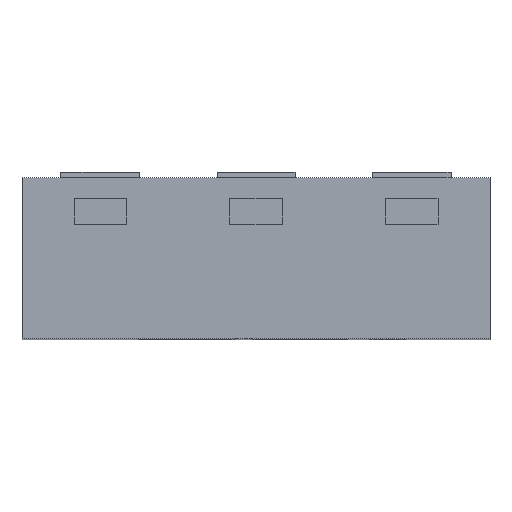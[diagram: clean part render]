
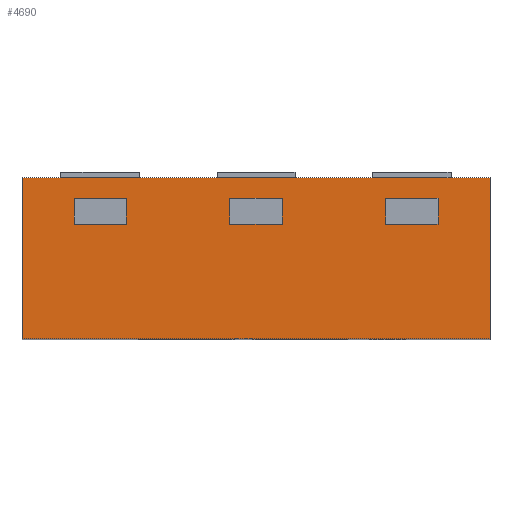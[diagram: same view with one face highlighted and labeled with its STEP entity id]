
A CAD part, top view. The second image highlights one B-rep face of the part: STEP entity #4690.
In plain terms, the highlighted face is planar.
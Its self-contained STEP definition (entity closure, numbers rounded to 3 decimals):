
#23 = LINE ( 'NONE', #3950, #1716 ) ;
#192 = VECTOR ( 'NONE', #3289, 1000. ) ;
#314 = VERTEX_POINT ( 'NONE', #3099 ) ;
#361 = CARTESIAN_POINT ( 'NONE',  ( 0., 0.27, -0.45 ) ) ;
#440 = CARTESIAN_POINT ( 'NONE',  ( 0., 0.27, -0.1 ) ) ;
#446 = CARTESIAN_POINT ( 'NONE',  ( 0., 0.27, -0.5 ) ) ;
#449 = EDGE_CURVE ( 'NONE', #5437, #604, #9986, .T. ) ;
#458 = CARTESIAN_POINT ( 'NONE',  ( 0., 0.31, 0. ) ) ;
#482 = LINE ( 'NONE', #10085, #5821 ) ;
#528 = CARTESIAN_POINT ( 'NONE',  ( 0., 0., -0.9 ) ) ;
#574 = CARTESIAN_POINT ( 'NONE',  ( 0., 0.22, -0.1 ) ) ;
#604 = VERTEX_POINT ( 'NONE', #446 ) ;
#660 = FACE_BOUND ( 'NONE', #7972, .T. ) ;
#705 = VECTOR ( 'NONE', #1192, 1000. ) ;
#826 = CARTESIAN_POINT ( 'NONE',  ( 0., 0.27, -0.2 ) ) ;
#1138 = VECTOR ( 'NONE', #3146, 1000. ) ;
#1192 = DIRECTION ( 'NONE',  ( 0., 0., 1. ) ) ;
#1226 = LINE ( 'NONE', #574, #7607 ) ;
#1241 = ORIENTED_EDGE ( 'NONE', *, *, #3380, .T. ) ;
#1423 = EDGE_CURVE ( 'NONE', #3065, #1445, #1226, .T. ) ;
#1445 = VERTEX_POINT ( 'NONE', #440 ) ;
#1716 = VECTOR ( 'NONE', #8781, 1000. ) ;
#1857 = CARTESIAN_POINT ( 'NONE',  ( 0., 0.31, -0.9 ) ) ;
#1933 = LINE ( 'NONE', #5036, #705 ) ;
#1936 = DIRECTION ( 'NONE',  ( 0., 0., -1. ) ) ;
#1939 = VERTEX_POINT ( 'NONE', #6138 ) ;
#1988 = LINE ( 'NONE', #2079, #2862 ) ;
#2079 = CARTESIAN_POINT ( 'NONE',  ( 0., 0.22, -0.45 ) ) ;
#2568 = VECTOR ( 'NONE', #3652, 1000. ) ;
#2745 = CARTESIAN_POINT ( 'NONE',  ( 0., 0.22, -0.5 ) ) ;
#2754 = EDGE_LOOP ( 'NONE', ( #3713, #5516, #10023, #9409 ) ) ;
#2862 = VECTOR ( 'NONE', #1936, 1000. ) ;
#2916 = EDGE_LOOP ( 'NONE', ( #3564, #4727, #8416, #6531 ) ) ;
#2932 = DIRECTION ( 'NONE',  ( 0., 0., -1. ) ) ;
#3065 = VERTEX_POINT ( 'NONE', #3741 ) ;
#3099 = CARTESIAN_POINT ( 'NONE',  ( 0., 0.22, -0.7 ) ) ;
#3118 = CARTESIAN_POINT ( 'NONE',  ( 0., 0.27, -0.45 ) ) ;
#3146 = DIRECTION ( 'NONE',  ( 0., 1., 0. ) ) ;
#3289 = DIRECTION ( 'NONE',  ( 0., 1., 0. ) ) ;
#3356 = CARTESIAN_POINT ( 'NONE',  ( 0., 0.27, -0.4 ) ) ;
#3372 = DIRECTION ( 'NONE',  ( 0., 0., -1. ) ) ;
#3380 = EDGE_CURVE ( 'NONE', #8737, #8656, #3421, .T. ) ;
#3421 = LINE ( 'NONE', #4317, #8702 ) ;
#3564 = ORIENTED_EDGE ( 'NONE', *, *, #8607, .F. ) ;
#3652 = DIRECTION ( 'NONE',  ( 0., 0., 1. ) ) ;
#3713 = ORIENTED_EDGE ( 'NONE', *, *, #6900, .T. ) ;
#3727 = LINE ( 'NONE', #10126, #9748 ) ;
#3741 = CARTESIAN_POINT ( 'NONE',  ( 0., 0.22, -0.1 ) ) ;
#3916 = VECTOR ( 'NONE', #9877, 1000. ) ;
#3950 = CARTESIAN_POINT ( 'NONE',  ( 0., 0.31, 0. ) ) ;
#3961 = VERTEX_POINT ( 'NONE', #8802 ) ;
#4033 = EDGE_CURVE ( 'NONE', #1445, #8656, #6828, .T. ) ;
#4067 = VECTOR ( 'NONE', #4270, 1000. ) ;
#4100 = CARTESIAN_POINT ( 'NONE',  ( 0., 0.22, -0.45 ) ) ;
#4236 = DIRECTION ( 'NONE',  ( 0., 0., -1. ) ) ;
#4270 = DIRECTION ( 'NONE',  ( 0., 1., 0. ) ) ;
#4317 = CARTESIAN_POINT ( 'NONE',  ( 0., 0.22, -0.2 ) ) ;
#4377 = CARTESIAN_POINT ( 'NONE',  ( 0., 0.22, -0.5 ) ) ;
#4583 = VERTEX_POINT ( 'NONE', #7970 ) ;
#4602 = LINE ( 'NONE', #3118, #10175 ) ;
#4658 = FACE_BOUND ( 'NONE', #9090, .T. ) ;
#4690 = ADVANCED_FACE ( 'NONE', ( #4658, #660, #6286, #9469 ), #10325, .F. ) ;
#4689 = VECTOR ( 'NONE', #9404, 1000. ) ;
#4727 = ORIENTED_EDGE ( 'NONE', *, *, #10346, .T. ) ;
#4755 = EDGE_CURVE ( 'NONE', #4976, #4583, #7300, .T. ) ;
#4884 = EDGE_CURVE ( 'NONE', #3065, #8737, #1988, .T. ) ;
#4976 = VERTEX_POINT ( 'NONE', #7704 ) ;
#5036 = CARTESIAN_POINT ( 'NONE',  ( 0., 0., 0. ) ) ;
#5416 = EDGE_CURVE ( 'NONE', #1939, #7482, #8317, .T. ) ;
#5437 = VERTEX_POINT ( 'NONE', #4377 ) ;
#5486 = LINE ( 'NONE', #458, #2568 ) ;
#5498 = LINE ( 'NONE', #9021, #6687 ) ;
#5503 = CARTESIAN_POINT ( 'NONE',  ( 0., 0.31, 0. ) ) ;
#5516 = ORIENTED_EDGE ( 'NONE', *, *, #6310, .F. ) ;
#5523 = CARTESIAN_POINT ( 'NONE',  ( 0., 0.27, -0.7 ) ) ;
#5563 = DIRECTION ( 'NONE',  ( 0., 0., -1. ) ) ;
#5694 = CARTESIAN_POINT ( 'NONE',  ( 0., 0.22, -0.4 ) ) ;
#5793 = DIRECTION ( 'NONE',  ( 0., 1., 0. ) ) ;
#5821 = VECTOR ( 'NONE', #8515, 1000. ) ;
#6054 = ORIENTED_EDGE ( 'NONE', *, *, #1423, .F. ) ;
#6088 = CARTESIAN_POINT ( 'NONE',  ( 0., 0.31, 0. ) ) ;
#6092 = ORIENTED_EDGE ( 'NONE', *, *, #449, .T. ) ;
#6138 = CARTESIAN_POINT ( 'NONE',  ( 0., 0.31, -0.9 ) ) ;
#6286 = FACE_BOUND ( 'NONE', #2916, .T. ) ;
#6310 = EDGE_CURVE ( 'NONE', #6919, #6681, #23, .T. ) ;
#6531 = ORIENTED_EDGE ( 'NONE', *, *, #8156, .F. ) ;
#6568 = VECTOR ( 'NONE', #3372, 1000. ) ;
#6681 = VERTEX_POINT ( 'NONE', #8854 ) ;
#6687 = VECTOR ( 'NONE', #4236, 1000. ) ;
#6828 = LINE ( 'NONE', #361, #4689 ) ;
#6900 = EDGE_CURVE ( 'NONE', #7482, #6681, #1933, .T. ) ;
#6919 = VERTEX_POINT ( 'NONE', #6088 ) ;
#7065 = EDGE_CURVE ( 'NONE', #1939, #6919, #5486, .T. ) ;
#7300 = LINE ( 'NONE', #9638, #192 ) ;
#7482 = VERTEX_POINT ( 'NONE', #528 ) ;
#7561 = VERTEX_POINT ( 'NONE', #5523 ) ;
#7607 = VECTOR ( 'NONE', #7651, 1000. ) ;
#7651 = DIRECTION ( 'NONE',  ( 0., 1., 0. ) ) ;
#7677 = EDGE_CURVE ( 'NONE', #3961, #5437, #8257, .T. ) ;
#7704 = CARTESIAN_POINT ( 'NONE',  ( 0., 0.22, -0.8 ) ) ;
#7850 = VERTEX_POINT ( 'NONE', #3356 ) ;
#7892 = AXIS2_PLACEMENT_3D ( 'NONE', #5503, #9525, #5563 ) ;
#7914 = DIRECTION ( 'NONE',  ( 0., 0., -1. ) ) ;
#7970 = CARTESIAN_POINT ( 'NONE',  ( 0., 0.27, -0.8 ) ) ;
#7972 = EDGE_LOOP ( 'NONE', ( #9695, #8052, #6092, #8460 ) ) ;
#7974 = ORIENTED_EDGE ( 'NONE', *, *, #4033, .F. ) ;
#8052 = ORIENTED_EDGE ( 'NONE', *, *, #7677, .T. ) ;
#8156 = EDGE_CURVE ( 'NONE', #7561, #4583, #4602, .T. ) ;
#8205 = EDGE_CURVE ( 'NONE', #7850, #604, #5498, .T. ) ;
#8257 = LINE ( 'NONE', #4100, #6568 ) ;
#8317 = LINE ( 'NONE', #1857, #3916 ) ;
#8416 = ORIENTED_EDGE ( 'NONE', *, *, #4755, .T. ) ;
#8460 = ORIENTED_EDGE ( 'NONE', *, *, #8205, .F. ) ;
#8485 = EDGE_CURVE ( 'NONE', #3961, #7850, #10108, .T. ) ;
#8515 = DIRECTION ( 'NONE',  ( 0., 1., 0. ) ) ;
#8607 = EDGE_CURVE ( 'NONE', #314, #7561, #482, .T. ) ;
#8656 = VERTEX_POINT ( 'NONE', #826 ) ;
#8702 = VECTOR ( 'NONE', #5793, 1000. ) ;
#8737 = VERTEX_POINT ( 'NONE', #10236 ) ;
#8781 = DIRECTION ( 'NONE',  ( 0., -1., 0. ) ) ;
#8802 = CARTESIAN_POINT ( 'NONE',  ( 0., 0.22, -0.4 ) ) ;
#8854 = CARTESIAN_POINT ( 'NONE',  ( 0., 0., 0. ) ) ;
#9021 = CARTESIAN_POINT ( 'NONE',  ( 0., 0.27, -0.45 ) ) ;
#9090 = EDGE_LOOP ( 'NONE', ( #6054, #9442, #1241, #7974 ) ) ;
#9404 = DIRECTION ( 'NONE',  ( 0., 0., -1. ) ) ;
#9409 = ORIENTED_EDGE ( 'NONE', *, *, #5416, .T. ) ;
#9442 = ORIENTED_EDGE ( 'NONE', *, *, #4884, .T. ) ;
#9469 = FACE_OUTER_BOUND ( 'NONE', #2754, .T. ) ;
#9525 = DIRECTION ( 'NONE',  ( 1., 0., 0. ) ) ;
#9638 = CARTESIAN_POINT ( 'NONE',  ( 0., 0.22, -0.8 ) ) ;
#9695 = ORIENTED_EDGE ( 'NONE', *, *, #8485, .F. ) ;
#9748 = VECTOR ( 'NONE', #2932, 1000. ) ;
#9877 = DIRECTION ( 'NONE',  ( 0., -1., 0. ) ) ;
#9986 = LINE ( 'NONE', #2745, #4067 ) ;
#10023 = ORIENTED_EDGE ( 'NONE', *, *, #7065, .F. ) ;
#10085 = CARTESIAN_POINT ( 'NONE',  ( 0., 0.22, -0.7 ) ) ;
#10108 = LINE ( 'NONE', #5694, #1138 ) ;
#10126 = CARTESIAN_POINT ( 'NONE',  ( 0., 0.22, -0.45 ) ) ;
#10175 = VECTOR ( 'NONE', #7914, 1000. ) ;
#10236 = CARTESIAN_POINT ( 'NONE',  ( 0., 0.22, -0.2 ) ) ;
#10325 = PLANE ( 'NONE',  #7892 ) ;
#10346 = EDGE_CURVE ( 'NONE', #314, #4976, #3727, .T. ) ;
